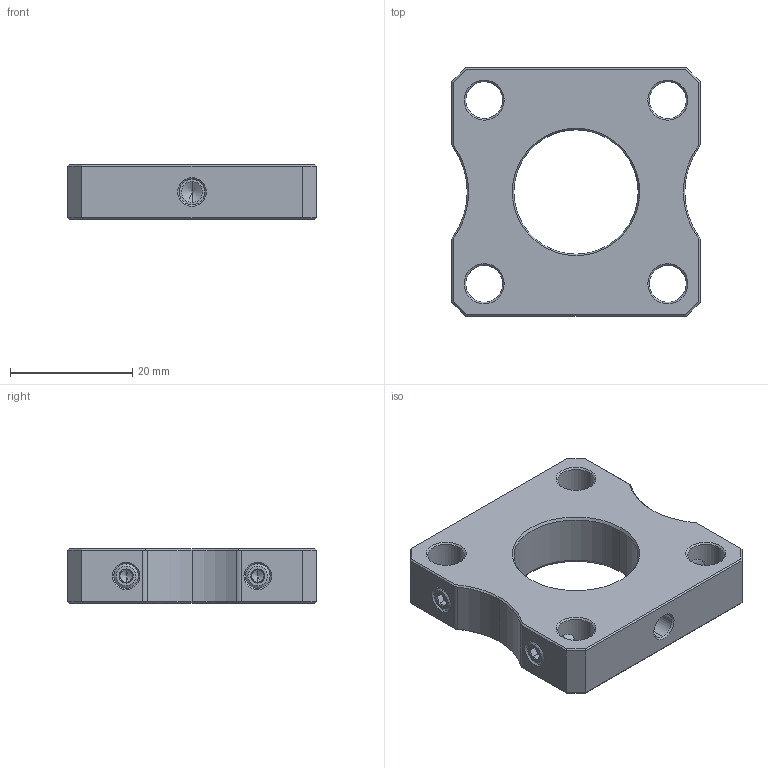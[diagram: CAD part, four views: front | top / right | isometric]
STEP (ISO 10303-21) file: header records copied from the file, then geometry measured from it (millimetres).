
FILE_DESCRIPTION (( 'STEP AP214' ), '1' );
FILE_NAME ('TTN189038-E0W.STEP', '2019-06-26T15:20:10', ( '' ), ( '' ), 'SwSTEP 2.0', 'SolidWorks 2018', '' );
FILE_SCHEMA (( 'AUTOMOTIVE_DESIGN' ));
Length unit declared in the file: inch
Products named in the file (1): TTN189038-E0W
Bounding box: 40.64 x 40.64 x 8.89 mm (x, y, z)
Volume: 9819 mm3; surface area: 5653.6 mm2
Topology: 5 solids, 5 shells, 723 faces, 1822 edges, 1157 vertices
Faces by surface type: plane 367, bspline 213, cone 98, cylinder 45
Entity records: 39462 total; most frequent: CARTESIAN_POINT 14178, ORIENTED_EDGE 3608, DIRECTION 2527, EDGE_CURVE 1804, VERTEX_POINT 1157, VECTOR 1131, LINE 1131, EDGE_LOOP 807
